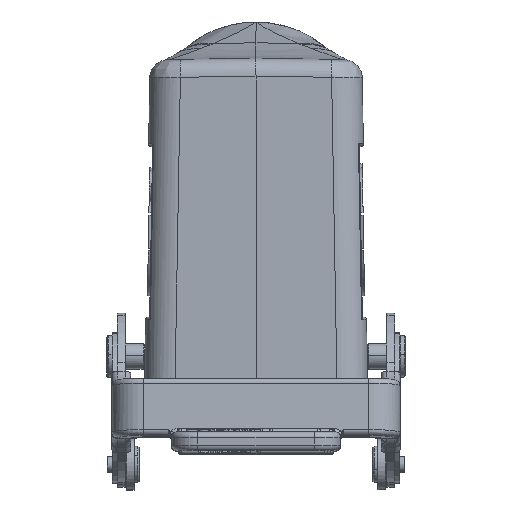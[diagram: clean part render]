
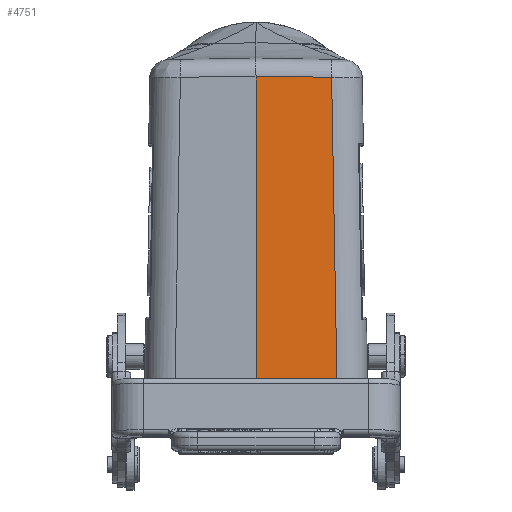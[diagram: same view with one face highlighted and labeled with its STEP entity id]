
A CAD part, top view. The second image highlights one B-rep face of the part: STEP entity #4751.
In plain terms, the highlighted planar face has unit normal (0.017, 0.018, 1).
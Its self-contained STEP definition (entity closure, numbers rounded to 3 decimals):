
#1563=B_SPLINE_CURVE_WITH_KNOTS('',3,(#52707,#52708,#52709,#52710),
 .UNSPECIFIED.,.F.,.F.,(4,4),(0.,1.),.UNSPECIFIED.);
#1564=B_SPLINE_CURVE_WITH_KNOTS('',3,(#52716,#52717,#52718,#52719),
 .UNSPECIFIED.,.F.,.F.,(4,4),(0.,1.),.UNSPECIFIED.);
#4751=ADVANCED_FACE('',(#7188),#5913,.T.);
#5913=PLANE('',#32259);
#7188=FACE_OUTER_BOUND('',#8968,.T.);
#8968=EDGE_LOOP('',(#15567,#15568,#15569,#15570));
#15567=ORIENTED_EDGE('',*,*,#24655,.F.);
#15568=ORIENTED_EDGE('',*,*,#24656,.T.);
#15569=ORIENTED_EDGE('',*,*,#24654,.T.);
#15570=ORIENTED_EDGE('',*,*,#24657,.F.);
#20671=VERTEX_POINT('',#52659);
#20676=VERTEX_POINT('',#52696);
#20678=VERTEX_POINT('',#52713);
#20679=VERTEX_POINT('',#52714);
#24654=EDGE_CURVE('',#20671,#20676,#1563,.T.);
#24655=EDGE_CURVE('',#20678,#20679,#27614,.T.);
#24656=EDGE_CURVE('',#20678,#20671,#27615,.T.);
#24657=EDGE_CURVE('',#20679,#20676,#1564,.T.);
#27614=LINE('',#52712,#29879);
#27615=LINE('',#52715,#29880);
#29879=VECTOR('',#38484,1.);
#29880=VECTOR('',#38485,1.);
#32259=AXIS2_PLACEMENT_3D('',#52720,#38486,#38487);
#38484=DIRECTION('',(1.,-0.017,-0.017));
#38485=DIRECTION('',(0.,-1.,0.017));
#38486=DIRECTION('',(0.017,0.017,1.));
#38487=DIRECTION('',(0.,-1.,0.017));
#52659=CARTESIAN_POINT('',(-0.018,-53.466,46.734));
#52696=CARTESIAN_POINT('',(15.57,-53.474,46.462));
#52707=CARTESIAN_POINT('',(-0.018,-53.466,46.734));
#52708=CARTESIAN_POINT('',(5.178,-53.468,46.644));
#52709=CARTESIAN_POINT('',(10.374,-53.471,46.553));
#52710=CARTESIAN_POINT('',(15.57,-53.473,46.462));
#52712=CARTESIAN_POINT('',(-0.018,4.977,45.714));
#52713=CARTESIAN_POINT('',(-0.018,4.977,45.714));
#52714=CARTESIAN_POINT('',(14.554,4.723,45.464));
#52715=CARTESIAN_POINT('',(-0.018,4.977,45.714));
#52716=CARTESIAN_POINT('',(14.554,4.723,45.464));
#52717=CARTESIAN_POINT('',(14.893,-14.676,45.797));
#52718=CARTESIAN_POINT('',(15.232,-34.075,46.13));
#52719=CARTESIAN_POINT('',(15.57,-53.474,46.463));
#52720=CARTESIAN_POINT('',(23.894,-54.485,46.335));
